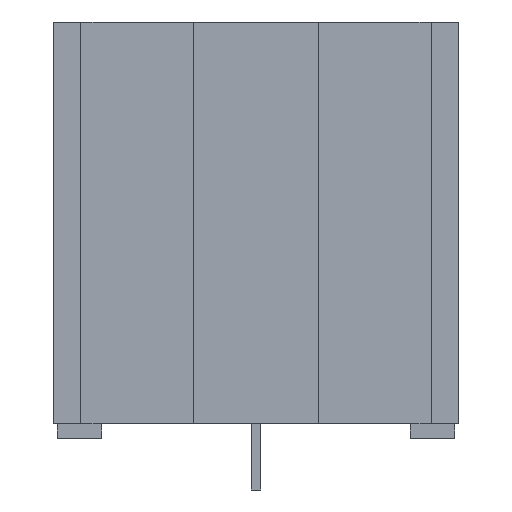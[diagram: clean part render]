
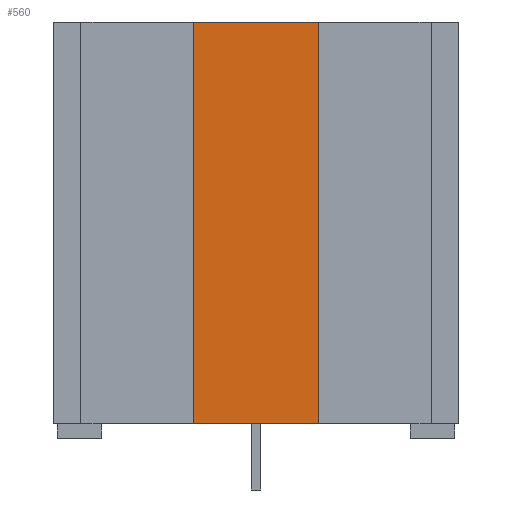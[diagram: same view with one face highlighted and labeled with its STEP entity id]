
A CAD part, left-side view. The second image highlights one B-rep face of the part: STEP entity #560.
In plain terms, the highlighted planar face has unit normal (-1, 0, 0).
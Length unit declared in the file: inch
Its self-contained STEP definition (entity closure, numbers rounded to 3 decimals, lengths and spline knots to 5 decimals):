
#220 = DIRECTION ( 'NONE',  ( 0., 0., 1. ) ) ;
#443 = VERTEX_POINT ( 'NONE', #4165 ) ;
#560 = ADVANCED_FACE ( 'NONE', ( #4711 ), #5249, .T. ) ;
#855 = LINE ( 'NONE', #5172, #1273 ) ;
#1004 = EDGE_CURVE ( 'NONE', #2086, #443, #855, .T. ) ;
#1090 = ORIENTED_EDGE ( 'NONE', *, *, #4647, .T. ) ;
#1273 = VECTOR ( 'NONE', #220, 39.37008 ) ;
#1331 = CARTESIAN_POINT ( 'NONE',  ( -1.185, -0.17, 1.09 ) ) ;
#1438 = VERTEX_POINT ( 'NONE', #1331 ) ;
#1472 = CARTESIAN_POINT ( 'NONE',  ( -1.185, 0.17, 0. ) ) ;
#1625 = ORIENTED_EDGE ( 'NONE', *, *, #2556, .F. ) ;
#1704 = ORIENTED_EDGE ( 'NONE', *, *, #1004, .F. ) ;
#1717 = VECTOR ( 'NONE', #3365, 39.37008 ) ;
#1887 = VERTEX_POINT ( 'NONE', #3412 ) ;
#2062 = ORIENTED_EDGE ( 'NONE', *, *, #3901, .T. ) ;
#2086 = VERTEX_POINT ( 'NONE', #2897 ) ;
#2197 = DIRECTION ( 'NONE',  ( 0., -1., 0. ) ) ;
#2556 = EDGE_CURVE ( 'NONE', #443, #1438, #2576, .T. ) ;
#2576 = LINE ( 'NONE', #4735, #5451 ) ;
#2897 = CARTESIAN_POINT ( 'NONE',  ( -1.185, 0.17, 0. ) ) ;
#3007 = CARTESIAN_POINT ( 'NONE',  ( -1.185, 0.17, 0. ) ) ;
#3365 = DIRECTION ( 'NONE',  ( 0., 0., 1. ) ) ;
#3412 = CARTESIAN_POINT ( 'NONE',  ( -1.185, -0.17, 0. ) ) ;
#3749 = EDGE_LOOP ( 'NONE', ( #1625, #1704, #2062, #1090 ) ) ;
#3901 = EDGE_CURVE ( 'NONE', #2086, #1887, #4722, .T. ) ;
#3908 = DIRECTION ( 'NONE',  ( -1., 0., 0. ) ) ;
#3938 = DIRECTION ( 'NONE',  ( 0., -1., 0. ) ) ;
#4165 = CARTESIAN_POINT ( 'NONE',  ( -1.185, 0.17, 1.09 ) ) ;
#4282 = VECTOR ( 'NONE', #2197, 39.37008 ) ;
#4355 = DIRECTION ( 'NONE',  ( 0., -1., 0. ) ) ;
#4622 = LINE ( 'NONE', #5414, #1717 ) ;
#4647 = EDGE_CURVE ( 'NONE', #1887, #1438, #4622, .T. ) ;
#4711 = FACE_OUTER_BOUND ( 'NONE', #3749, .T. ) ;
#4722 = LINE ( 'NONE', #3007, #4282 ) ;
#4735 = CARTESIAN_POINT ( 'NONE',  ( -1.185, 0.17, 1.09 ) ) ;
#5076 = AXIS2_PLACEMENT_3D ( 'NONE', #1472, #3908, #4355 ) ;
#5172 = CARTESIAN_POINT ( 'NONE',  ( -1.185, 0.17, 0. ) ) ;
#5249 = PLANE ( 'NONE',  #5076 ) ;
#5414 = CARTESIAN_POINT ( 'NONE',  ( -1.185, -0.17, 0. ) ) ;
#5451 = VECTOR ( 'NONE', #3938, 39.37008 ) ;
